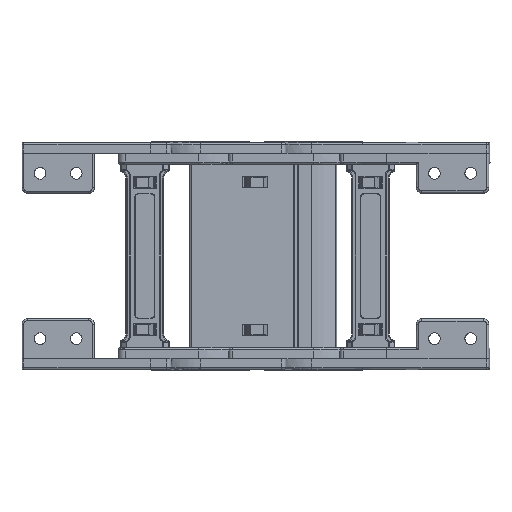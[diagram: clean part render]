
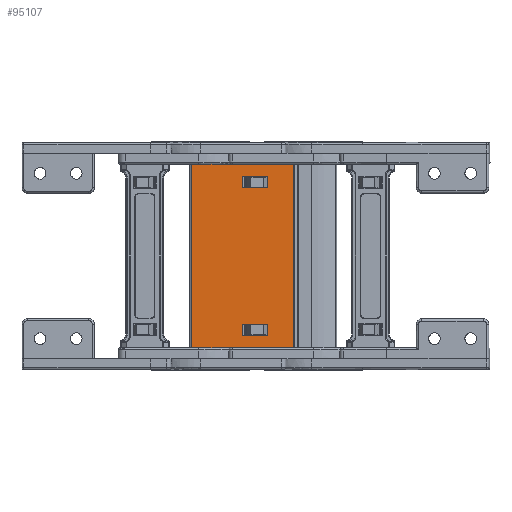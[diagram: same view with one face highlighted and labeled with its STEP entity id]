
A CAD part, front view. The second image highlights one B-rep face of the part: STEP entity #95107.
In plain terms, the highlighted planar face has unit normal (0, -1, 0).
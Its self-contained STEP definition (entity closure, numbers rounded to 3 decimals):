
#729 = CARTESIAN_POINT ( 'NONE',  ( -63.484, 143.854, 86.947 ) ) ;
#1064 = ORIENTED_EDGE ( 'NONE', *, *, #68065, .T. ) ;
#1322 = DIRECTION ( 'NONE',  ( -1., 0., 0. ) ) ;
#1673 = CARTESIAN_POINT ( 'NONE',  ( -80.484, 143.854, 99.997 ) ) ;
#4217 = ORIENTED_EDGE ( 'NONE', *, *, #14404, .F. ) ;
#5740 = LINE ( 'NONE', #38359, #88221 ) ;
#7160 = CARTESIAN_POINT ( 'NONE',  ( -77.484, 143.854, 5.247 ) ) ;
#7618 = VERTEX_POINT ( 'NONE', #729 ) ;
#9770 = DIRECTION ( 'NONE',  ( 0., 0., -1. ) ) ;
#10469 = LINE ( 'NONE', #67851, #85425 ) ;
#10584 = DIRECTION ( 'NONE',  ( 0., 0., 1. ) ) ;
#11605 = LINE ( 'NONE', #44475, #100320 ) ;
#13437 = EDGE_CURVE ( 'NONE', #51045, #47974, #10469, .T. ) ;
#13692 = FACE_BOUND ( 'NONE', #23163, .T. ) ;
#14404 = EDGE_CURVE ( 'NONE', #47974, #80084, #74067, .T. ) ;
#14584 = CARTESIAN_POINT ( 'NONE',  ( -77.484, 143.854, 93.247 ) ) ;
#14827 = EDGE_CURVE ( 'NONE', #51052, #95508, #79010, .T. ) ;
#15517 = EDGE_CURVE ( 'NONE', #42830, #30659, #45198, .T. ) ;
#17708 = ORIENTED_EDGE ( 'NONE', *, *, #15517, .F. ) ;
#19587 = EDGE_CURVE ( 'NONE', #80084, #40957, #97376, .T. ) ;
#23163 = EDGE_LOOP ( 'NONE', ( #86263, #68484, #4217, #100611 ) ) ;
#24120 = ORIENTED_EDGE ( 'NONE', *, *, #93158, .T. ) ;
#24411 = VERTEX_POINT ( 'NONE', #74674 ) ;
#25517 = EDGE_LOOP ( 'NONE', ( #69143, #24120, #1064, #17708 ) ) ;
#27662 = EDGE_CURVE ( 'NONE', #95508, #24411, #49932, .T. ) ;
#27663 = CARTESIAN_POINT ( 'NONE',  ( -77.484, 143.854, 86.947 ) ) ;
#28870 = VECTOR ( 'NONE', #92864, 1000. ) ;
#28877 = DIRECTION ( 'NONE',  ( 0., 0., -1. ) ) ;
#30659 = VERTEX_POINT ( 'NONE', #43881 ) ;
#34794 = CARTESIAN_POINT ( 'NONE',  ( -49.264, 143.854, -1.503 ) ) ;
#35132 = VERTEX_POINT ( 'NONE', #98991 ) ;
#36097 = VECTOR ( 'NONE', #10584, 1000. ) ;
#36363 = VERTEX_POINT ( 'NONE', #68071 ) ;
#37121 = DIRECTION ( 'NONE',  ( 0., 0., -1. ) ) ;
#38359 = CARTESIAN_POINT ( 'NONE',  ( -77.484, 143.854, 86.947 ) ) ;
#38533 = EDGE_CURVE ( 'NONE', #24411, #7618, #11605, .T. ) ;
#39003 = CARTESIAN_POINT ( 'NONE',  ( -77.484, 143.854, 93.247 ) ) ;
#40957 = VERTEX_POINT ( 'NONE', #99912 ) ;
#42279 = DIRECTION ( 'NONE',  ( 0., 0., 1. ) ) ;
#42830 = VERTEX_POINT ( 'NONE', #34794 ) ;
#43881 = CARTESIAN_POINT ( 'NONE',  ( -105.464, 143.854, -1.503 ) ) ;
#44475 = CARTESIAN_POINT ( 'NONE',  ( -63.484, 143.854, 86.947 ) ) ;
#44989 = LINE ( 'NONE', #1673, #82556 ) ;
#45198 = LINE ( 'NONE', #103136, #71472 ) ;
#46362 = CARTESIAN_POINT ( 'NONE',  ( -77.484, 143.854, 86.947 ) ) ;
#47489 = VECTOR ( 'NONE', #28877, 1000. ) ;
#47974 = VERTEX_POINT ( 'NONE', #102059 ) ;
#48554 = EDGE_CURVE ( 'NONE', #7618, #51052, #5740, .T. ) ;
#49932 = LINE ( 'NONE', #39003, #56081 ) ;
#51045 = VERTEX_POINT ( 'NONE', #85874 ) ;
#51052 = VERTEX_POINT ( 'NONE', #46362 ) ;
#51477 = VECTOR ( 'NONE', #42279, 1000. ) ;
#52754 = VECTOR ( 'NONE', #88133, 1000. ) ;
#53975 = DIRECTION ( 'NONE',  ( -1., 0., 0. ) ) ;
#54147 = ORIENTED_EDGE ( 'NONE', *, *, #48554, .T. ) ;
#56081 = VECTOR ( 'NONE', #72119, 1000. ) ;
#56937 = CARTESIAN_POINT ( 'NONE',  ( -63.484, 143.854, 5.247 ) ) ;
#58549 = CARTESIAN_POINT ( 'NONE',  ( -80.484, 143.854, 49.497 ) ) ;
#60615 = CARTESIAN_POINT ( 'NONE',  ( -77.484, 143.854, 11.547 ) ) ;
#66264 = DIRECTION ( 'NONE',  ( 0., 1., 0. ) ) ;
#67851 = CARTESIAN_POINT ( 'NONE',  ( -77.484, 143.854, 11.547 ) ) ;
#68065 = EDGE_CURVE ( 'NONE', #36363, #30659, #72555, .T. ) ;
#68071 = CARTESIAN_POINT ( 'NONE',  ( -105.464, 143.854, 99.997 ) ) ;
#68484 = ORIENTED_EDGE ( 'NONE', *, *, #19587, .F. ) ;
#69143 = ORIENTED_EDGE ( 'NONE', *, *, #85699, .F. ) ;
#69297 = CARTESIAN_POINT ( 'NONE',  ( -105.464, 143.854, 131.117 ) ) ;
#69645 = CARTESIAN_POINT ( 'NONE',  ( -49.264, 143.854, 131.117 ) ) ;
#69848 = FACE_BOUND ( 'NONE', #103713, .T. ) ;
#71390 = ORIENTED_EDGE ( 'NONE', *, *, #38533, .T. ) ;
#71472 = VECTOR ( 'NONE', #80025, 1000. ) ;
#72119 = DIRECTION ( 'NONE',  ( 1., 0., 0. ) ) ;
#72555 = LINE ( 'NONE', #69297, #47489 ) ;
#74067 = LINE ( 'NONE', #7160, #52754 ) ;
#74674 = CARTESIAN_POINT ( 'NONE',  ( -63.484, 143.854, 93.247 ) ) ;
#76241 = AXIS2_PLACEMENT_3D ( 'NONE', #58549, #66264, #9770 ) ;
#79010 = LINE ( 'NONE', #27663, #51477 ) ;
#80025 = DIRECTION ( 'NONE',  ( -1., 0., 0. ) ) ;
#80084 = VERTEX_POINT ( 'NONE', #56937 ) ;
#82327 = EDGE_CURVE ( 'NONE', #40957, #51045, #86302, .T. ) ;
#82556 = VECTOR ( 'NONE', #1322, 1000. ) ;
#82895 = CARTESIAN_POINT ( 'NONE',  ( -63.484, 143.854, 11.547 ) ) ;
#85425 = VECTOR ( 'NONE', #37121, 1000. ) ;
#85699 = EDGE_CURVE ( 'NONE', #35132, #42830, #86606, .T. ) ;
#85874 = CARTESIAN_POINT ( 'NONE',  ( -77.484, 143.854, 11.547 ) ) ;
#86263 = ORIENTED_EDGE ( 'NONE', *, *, #82327, .F. ) ;
#86302 = LINE ( 'NONE', #60615, #28870 ) ;
#86606 = LINE ( 'NONE', #69645, #97877 ) ;
#88133 = DIRECTION ( 'NONE',  ( 1., 0., 0. ) ) ;
#88166 = ORIENTED_EDGE ( 'NONE', *, *, #27662, .T. ) ;
#88221 = VECTOR ( 'NONE', #53975, 1000. ) ;
#89882 = FACE_OUTER_BOUND ( 'NONE', #25517, .T. ) ;
#90784 = PLANE ( 'NONE',  #76241 ) ;
#92389 = DIRECTION ( 'NONE',  ( 0., 0., -1. ) ) ;
#92864 = DIRECTION ( 'NONE',  ( -1., 0., 0. ) ) ;
#93140 = DIRECTION ( 'NONE',  ( 0., 0., -1. ) ) ;
#93158 = EDGE_CURVE ( 'NONE', #35132, #36363, #44989, .T. ) ;
#94949 = ORIENTED_EDGE ( 'NONE', *, *, #14827, .T. ) ;
#95107 = ADVANCED_FACE ( 'NONE', ( #13692, #89882, #69848 ), #90784, .F. ) ;
#95508 = VERTEX_POINT ( 'NONE', #14584 ) ;
#97376 = LINE ( 'NONE', #82895, #36097 ) ;
#97877 = VECTOR ( 'NONE', #93140, 1000. ) ;
#98991 = CARTESIAN_POINT ( 'NONE',  ( -49.264, 143.854, 99.997 ) ) ;
#99912 = CARTESIAN_POINT ( 'NONE',  ( -63.484, 143.854, 11.547 ) ) ;
#100320 = VECTOR ( 'NONE', #92389, 1000. ) ;
#100611 = ORIENTED_EDGE ( 'NONE', *, *, #13437, .F. ) ;
#102059 = CARTESIAN_POINT ( 'NONE',  ( -77.484, 143.854, 5.247 ) ) ;
#103136 = CARTESIAN_POINT ( 'NONE',  ( -80.484, 143.854, -1.503 ) ) ;
#103713 = EDGE_LOOP ( 'NONE', ( #54147, #94949, #88166, #71390 ) ) ;
